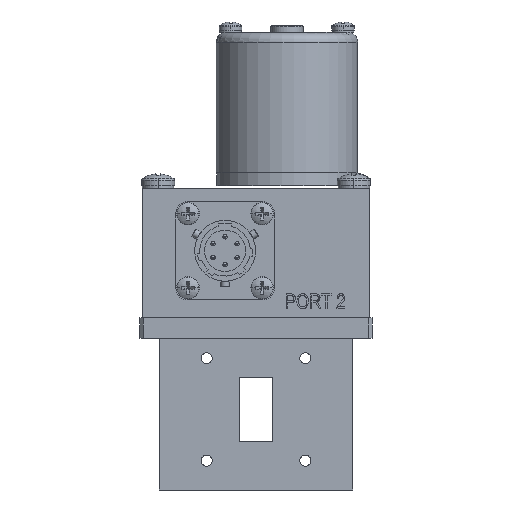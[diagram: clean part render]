
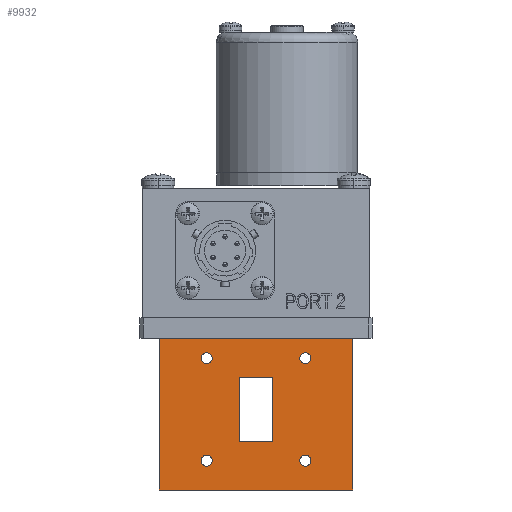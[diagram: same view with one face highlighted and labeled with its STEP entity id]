
A CAD part, left-side view. The second image highlights one B-rep face of the part: STEP entity #9932.
In plain terms, the highlighted planar face has unit normal (-1, 0, 0).
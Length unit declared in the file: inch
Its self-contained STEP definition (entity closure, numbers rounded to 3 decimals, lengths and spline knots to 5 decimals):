
#22 = DIRECTION ( 'NONE',  ( 0., -1., 0. ) ) ;
#176 = CARTESIAN_POINT ( 'NONE',  ( -0.9375, -0.1555, 0.47 ) ) ;
#223 = DIRECTION ( 'NONE',  ( 0., 0., -1. ) ) ;
#281 = DIRECTION ( 'NONE',  ( -1., 0., 0. ) ) ;
#331 = LINE ( 'NONE', #1701, #20596 ) ;
#363 = LINE ( 'NONE', #423, #16349 ) ;
#365 = DIRECTION ( 'NONE',  ( 0., 0., 1. ) ) ;
#423 = CARTESIAN_POINT ( 'NONE',  ( -0.9375, 0.1555, 0.47 ) ) ;
#531 = DIRECTION ( 'NONE',  ( 0., 0., 1. ) ) ;
#536 = CARTESIAN_POINT ( 'NONE',  ( -0.9375, -0.478, 0.284 ) ) ;
#540 = CARTESIAN_POINT ( 'NONE',  ( -0.9375, -0.9375, 1.47 ) ) ;
#651 = DIRECTION ( 'NONE',  ( 0., 1., 0. ) ) ;
#654 = DIRECTION ( 'NONE',  ( -1., 0., 0. ) ) ;
#783 = LINE ( 'NONE', #927, #13750 ) ;
#916 = LINE ( 'NONE', #176, #25819 ) ;
#927 = CARTESIAN_POINT ( 'NONE',  ( -0.9375, 0.1555, 1.092 ) ) ;
#999 = DIRECTION ( 'NONE',  ( 0., 0., 1. ) ) ;
#1009 = CARTESIAN_POINT ( 'NONE',  ( -0.9375, -0.478, 1.278 ) ) ;
#1065 = DIRECTION ( 'NONE',  ( 0., -1., 0. ) ) ;
#1132 = DIRECTION ( 'NONE',  ( -1., 0., 0. ) ) ;
#1154 = CARTESIAN_POINT ( 'NONE',  ( -0.9375, -0.478, 0.284 ) ) ;
#1566 = CARTESIAN_POINT ( 'NONE',  ( -0.9375, 0.478, 0.284 ) ) ;
#1569 = LINE ( 'NONE', #540, #16379 ) ;
#1596 = DIRECTION ( 'NONE',  ( 0., -1., 0. ) ) ;
#1701 = CARTESIAN_POINT ( 'NONE',  ( -0.9375, -0.9375, 0. ) ) ;
#1716 = DIRECTION ( 'NONE',  ( -1., 0., 0. ) ) ;
#1718 = DIRECTION ( 'NONE',  ( 0., 0., 1. ) ) ;
#2289 = CARTESIAN_POINT ( 'NONE',  ( -0.9375, 0.1555, 0.47 ) ) ;
#2318 = CARTESIAN_POINT ( 'NONE',  ( -0.9375, -0.1555, 1.092 ) ) ;
#2347 = CARTESIAN_POINT ( 'NONE',  ( -0.9375, 0.1555, 1.092 ) ) ;
#3668 = CARTESIAN_POINT ( 'NONE',  ( -0.9375, 0.478, 1.22475 ) ) ;
#3680 = CARTESIAN_POINT ( 'NONE',  ( -0.9375, -0.478, 1.22475 ) ) ;
#3824 = CARTESIAN_POINT ( 'NONE',  ( -0.9375, -0.478, 0.33725 ) ) ;
#3862 = CARTESIAN_POINT ( 'NONE',  ( -0.9375, 0.478, 0.33725 ) ) ;
#3875 = CARTESIAN_POINT ( 'NONE',  ( -0.9375, 0.478, 0.23075 ) ) ;
#3890 = CARTESIAN_POINT ( 'NONE',  ( -0.9375, 0.478, 1.33125 ) ) ;
#3898 = CARTESIAN_POINT ( 'NONE',  ( -0.9375, -0.478, 1.33125 ) ) ;
#3903 = CARTESIAN_POINT ( 'NONE',  ( -0.9375, -0.478, 0.23075 ) ) ;
#4937 = EDGE_LOOP ( 'NONE', ( #28215, #30558 ) ) ;
#5114 = EDGE_LOOP ( 'NONE', ( #31093, #31094 ) ) ;
#5135 = VERTEX_POINT ( 'NONE', #2318 ) ;
#5157 = EDGE_LOOP ( 'NONE', ( #30978, #30975 ) ) ;
#5171 = VERTEX_POINT ( 'NONE', #2347 ) ;
#5231 = VERTEX_POINT ( 'NONE', #2289 ) ;
#5302 = VERTEX_POINT ( 'NONE', #24817 ) ;
#5395 = EDGE_LOOP ( 'NONE', ( #30177, #30183, #30474, #30181 ) ) ;
#5432 = EDGE_LOOP ( 'NONE', ( #30979, #27885 ) ) ;
#5496 = VERTEX_POINT ( 'NONE', #10038 ) ;
#5539 = EDGE_LOOP ( 'NONE', ( #30893, #27951, #27976, #28136 ) ) ;
#5668 = VERTEX_POINT ( 'NONE', #24220 ) ;
#5688 = VERTEX_POINT ( 'NONE', #24890 ) ;
#5704 = VERTEX_POINT ( 'NONE', #24919 ) ;
#6912 = LINE ( 'NONE', #6915, #26017 ) ;
#6915 = CARTESIAN_POINT ( 'NONE',  ( -0.9375, 0.9375, 1.47 ) ) ;
#6933 = DIRECTION ( 'NONE',  ( 0., 0., -1. ) ) ;
#8814 = EDGE_CURVE ( 'NONE', #30244, #31072, #12881, .T. ) ;
#8822 = EDGE_CURVE ( 'NONE', #5668, #5231, #363, .T. ) ;
#8831 = EDGE_CURVE ( 'NONE', #5496, #5704, #1569, .T. ) ;
#8833 = EDGE_CURVE ( 'NONE', #5171, #5135, #783, .T. ) ;
#8840 = EDGE_CURVE ( 'NONE', #31072, #30244, #13579, .T. ) ;
#8932 = EDGE_CURVE ( 'NONE', #5135, #5668, #916, .T. ) ;
#9047 = EDGE_CURVE ( 'NONE', #30834, #30792, #20114, .T. ) ;
#9053 = EDGE_CURVE ( 'NONE', #5688, #5302, #331, .T. ) ;
#9070 = EDGE_CURVE ( 'NONE', #29857, #31066, #20224, .T. ) ;
#9161 = EDGE_CURVE ( 'NONE', #5704, #5302, #21407, .T. ) ;
#9183 = EDGE_CURVE ( 'NONE', #5231, #5171, #21164, .T. ) ;
#9233 = EDGE_CURVE ( 'NONE', #29801, #31058, #25779, .T. ) ;
#9287 = EDGE_CURVE ( 'NONE', #31058, #29801, #25953, .T. ) ;
#9304 = EDGE_CURVE ( 'NONE', #31066, #29857, #26085, .T. ) ;
#9316 = EDGE_CURVE ( 'NONE', #30792, #30834, #26037, .T. ) ;
#9324 = EDGE_CURVE ( 'NONE', #5496, #5688, #6912, .T. ) ;
#9932 = ADVANCED_FACE ( 'NONE', ( #28703, #29824, #30169, #30010, #29710, #29869 ), #29666, .F. ) ;
#10038 = CARTESIAN_POINT ( 'NONE',  ( -0.9375, 0.9375, 1.47 ) ) ;
#12881 = CIRCLE ( 'NONE', #13715, 0.05325 ) ;
#13040 = AXIS2_PLACEMENT_3D ( 'NONE', #1154, #654, #365 ) ;
#13579 = CIRCLE ( 'NONE', #13040, 0.05325 ) ;
#13715 = AXIS2_PLACEMENT_3D ( 'NONE', #536, #281, #531 ) ;
#13750 = VECTOR ( 'NONE', #1065, 39.37008 ) ;
#16349 = VECTOR ( 'NONE', #651, 39.37008 ) ;
#16379 = VECTOR ( 'NONE', #22, 39.37008 ) ;
#19594 = AXIS2_PLACEMENT_3D ( 'NONE', #1566, #1716, #1718 ) ;
#19662 = AXIS2_PLACEMENT_3D ( 'NONE', #1009, #1132, #999 ) ;
#20114 = CIRCLE ( 'NONE', #19594, 0.05325 ) ;
#20224 = CIRCLE ( 'NONE', #19662, 0.05325 ) ;
#20596 = VECTOR ( 'NONE', #1596, 39.37008 ) ;
#21148 = DIRECTION ( 'NONE',  ( -1., 0., 0. ) ) ;
#21164 = LINE ( 'NONE', #21868, #25479 ) ;
#21182 = DIRECTION ( 'NONE',  ( 0., 0., 1. ) ) ;
#21211 = DIRECTION ( 'NONE',  ( 0., 0., 1. ) ) ;
#21261 = DIRECTION ( 'NONE',  ( -1., 0., 0. ) ) ;
#21268 = CARTESIAN_POINT ( 'NONE',  ( -0.9375, 0.478, 1.278 ) ) ;
#21275 = CARTESIAN_POINT ( 'NONE',  ( -0.9375, 0.478, 1.278 ) ) ;
#21406 = DIRECTION ( 'NONE',  ( 0., 0., -1. ) ) ;
#21407 = LINE ( 'NONE', #21408, #26500 ) ;
#21408 = CARTESIAN_POINT ( 'NONE',  ( -0.9375, -0.9375, 1.47 ) ) ;
#21445 = DIRECTION ( 'NONE',  ( -1., 0., 0. ) ) ;
#21505 = CARTESIAN_POINT ( 'NONE',  ( -0.9375, -0.478, 1.278 ) ) ;
#21540 = DIRECTION ( 'NONE',  ( -1., 0., 0. ) ) ;
#21853 = DIRECTION ( 'NONE',  ( 0., 0., 1. ) ) ;
#21868 = CARTESIAN_POINT ( 'NONE',  ( -0.9375, 0.1555, 0.47 ) ) ;
#21870 = DIRECTION ( 'NONE',  ( 0., 0., 1. ) ) ;
#21874 = DIRECTION ( 'NONE',  ( 0., 0., 1. ) ) ;
#21877 = CARTESIAN_POINT ( 'NONE',  ( -0.9375, 0.478, 0.284 ) ) ;
#24220 = CARTESIAN_POINT ( 'NONE',  ( -0.9375, -0.1555, 0.47 ) ) ;
#24817 = CARTESIAN_POINT ( 'NONE',  ( -0.9375, -0.9375, 0. ) ) ;
#24890 = CARTESIAN_POINT ( 'NONE',  ( -0.9375, 0.9375, 0. ) ) ;
#24919 = CARTESIAN_POINT ( 'NONE',  ( -0.9375, -0.9375, 1.47 ) ) ;
#25479 = VECTOR ( 'NONE', #21870, 39.37008 ) ;
#25777 = AXIS2_PLACEMENT_3D ( 'NONE', #21268, #21148, #21853 ) ;
#25779 = CIRCLE ( 'NONE', #25777, 0.05325 ) ;
#25819 = VECTOR ( 'NONE', #223, 39.37008 ) ;
#25951 = AXIS2_PLACEMENT_3D ( 'NONE', #21275, #21540, #21211 ) ;
#25953 = CIRCLE ( 'NONE', #25951, 0.05325 ) ;
#26017 = VECTOR ( 'NONE', #6933, 39.37008 ) ;
#26036 = AXIS2_PLACEMENT_3D ( 'NONE', #21877, #21261, #21874 ) ;
#26037 = CIRCLE ( 'NONE', #26036, 0.05325 ) ;
#26083 = AXIS2_PLACEMENT_3D ( 'NONE', #21505, #21445, #21182 ) ;
#26085 = CIRCLE ( 'NONE', #26083, 0.05325 ) ;
#26500 = VECTOR ( 'NONE', #21406, 39.37008 ) ;
#27885 = ORIENTED_EDGE ( 'NONE', *, *, #9233, .F. ) ;
#27951 = ORIENTED_EDGE ( 'NONE', *, *, #9161, .F. ) ;
#27976 = ORIENTED_EDGE ( 'NONE', *, *, #8831, .F. ) ;
#28136 = ORIENTED_EDGE ( 'NONE', *, *, #9324, .T. ) ;
#28215 = ORIENTED_EDGE ( 'NONE', *, *, #8814, .F. ) ;
#28614 = DIRECTION ( 'NONE',  ( 1., 0., 0. ) ) ;
#28703 = FACE_BOUND ( 'NONE', #5157, .T. ) ;
#29052 = DIRECTION ( 'NONE',  ( 0., 0., -1. ) ) ;
#29425 = CARTESIAN_POINT ( 'NONE',  ( -0.9375, -0.9375, 1.47 ) ) ;
#29666 = PLANE ( 'NONE',  #33700 ) ;
#29710 = FACE_BOUND ( 'NONE', #5395, .T. ) ;
#29801 = VERTEX_POINT ( 'NONE', #3668 ) ;
#29824 = FACE_BOUND ( 'NONE', #5432, .T. ) ;
#29857 = VERTEX_POINT ( 'NONE', #3680 ) ;
#29869 = FACE_OUTER_BOUND ( 'NONE', #5539, .T. ) ;
#30010 = FACE_BOUND ( 'NONE', #4937, .T. ) ;
#30169 = FACE_BOUND ( 'NONE', #5114, .T. ) ;
#30177 = ORIENTED_EDGE ( 'NONE', *, *, #8833, .T. ) ;
#30181 = ORIENTED_EDGE ( 'NONE', *, *, #9183, .T. ) ;
#30183 = ORIENTED_EDGE ( 'NONE', *, *, #8932, .T. ) ;
#30244 = VERTEX_POINT ( 'NONE', #3824 ) ;
#30474 = ORIENTED_EDGE ( 'NONE', *, *, #8822, .T. ) ;
#30558 = ORIENTED_EDGE ( 'NONE', *, *, #8840, .F. ) ;
#30792 = VERTEX_POINT ( 'NONE', #3862 ) ;
#30834 = VERTEX_POINT ( 'NONE', #3875 ) ;
#30893 = ORIENTED_EDGE ( 'NONE', *, *, #9053, .T. ) ;
#30975 = ORIENTED_EDGE ( 'NONE', *, *, #9047, .F. ) ;
#30978 = ORIENTED_EDGE ( 'NONE', *, *, #9316, .F. ) ;
#30979 = ORIENTED_EDGE ( 'NONE', *, *, #9287, .F. ) ;
#31058 = VERTEX_POINT ( 'NONE', #3890 ) ;
#31066 = VERTEX_POINT ( 'NONE', #3898 ) ;
#31072 = VERTEX_POINT ( 'NONE', #3903 ) ;
#31093 = ORIENTED_EDGE ( 'NONE', *, *, #9304, .F. ) ;
#31094 = ORIENTED_EDGE ( 'NONE', *, *, #9070, .F. ) ;
#33700 = AXIS2_PLACEMENT_3D ( 'NONE', #29425, #28614, #29052 ) ;
